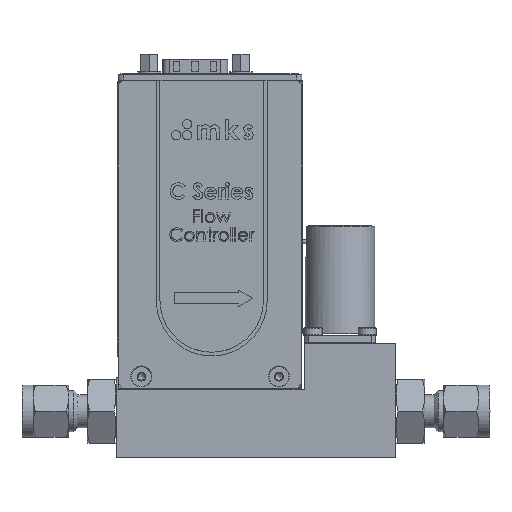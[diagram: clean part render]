
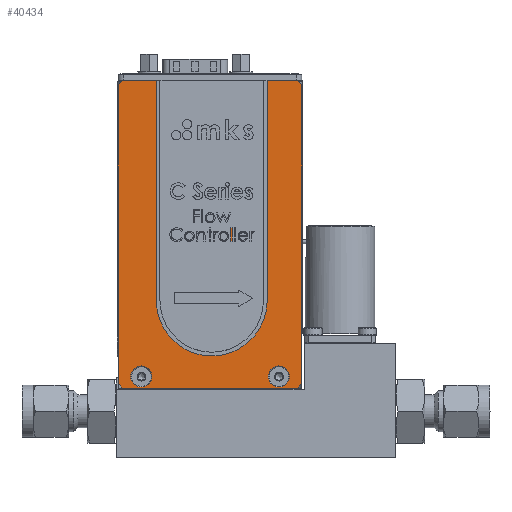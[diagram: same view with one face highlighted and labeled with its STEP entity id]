
A CAD part, top view. The second image highlights one B-rep face of the part: STEP entity #40434.
In plain terms, the highlighted planar face has unit normal (0, 0, 1).
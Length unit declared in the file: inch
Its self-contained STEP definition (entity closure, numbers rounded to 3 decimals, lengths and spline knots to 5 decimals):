
#939 = ORIENTED_EDGE ( 'NONE', *, *, #74652, .T. ) ;
#1443 = VECTOR ( 'NONE', #36481, 39.37008 ) ;
#2360 = ORIENTED_EDGE ( 'NONE', *, *, #66781, .T. ) ;
#2880 = CARTESIAN_POINT ( 'NONE',  ( -0.35653, -0.129, 0.498 ) ) ;
#3140 = LINE ( 'NONE', #6357, #20340 ) ;
#5685 = CARTESIAN_POINT ( 'NONE',  ( 0.95447, 3.001, 0.498 ) ) ;
#6357 = CARTESIAN_POINT ( 'NONE',  ( 1.56347, -0.179, 0.498 ) ) ;
#6598 = EDGE_LOOP ( 'NONE', ( #65204, #23640, #2360, #43996, #56825, #939, #23930, #91157 ) ) ;
#6627 = CARTESIAN_POINT ( 'NONE',  ( 1.48097, -0.053, 0.498 ) ) ;
#8621 = CARTESIAN_POINT ( 'NONE',  ( 1.56347, -0.179, 0.498 ) ) ;
#9100 = CARTESIAN_POINT ( 'NONE',  ( 1.61347, -0.179, 0.498 ) ) ;
#9888 = CARTESIAN_POINT ( 'NONE',  ( -0.30653, 3.126, 0.498 ) ) ;
#10281 = DIRECTION ( 'NONE',  ( 0., 0., 1. ) ) ;
#11911 = VECTOR ( 'NONE', #44737, 39.37008 ) ;
#13206 = CARTESIAN_POINT ( 'NONE',  ( -0.35653, -0.179, 0.498 ) ) ;
#13764 = DIRECTION ( 'NONE',  ( 0.707, 0.707, 0. ) ) ;
#13779 = VERTEX_POINT ( 'NONE', #87623 ) ;
#15333 = EDGE_LOOP ( 'NONE', ( #42075 ) ) ;
#16221 = VECTOR ( 'NONE', #88407, 39.37008 ) ;
#16483 = EDGE_LOOP ( 'NONE', ( #74765 ) ) ;
#16547 = VERTEX_POINT ( 'NONE', #36375 ) ;
#17333 = FACE_BOUND ( 'NONE', #18339, .T. ) ;
#17365 = EDGE_LOOP ( 'NONE', ( #71088 ) ) ;
#18328 = CARTESIAN_POINT ( 'NONE',  ( 1.61347, -0.129, 0.498 ) ) ;
#18339 = EDGE_LOOP ( 'NONE', ( #48406 ) ) ;
#18769 = VERTEX_POINT ( 'NONE', #67168 ) ;
#18906 = CARTESIAN_POINT ( 'NONE',  ( -0.35653, -0.179, 0.498 ) ) ;
#19556 = LINE ( 'NONE', #9888, #56151 ) ;
#20340 = VECTOR ( 'NONE', #13764, 39.37008 ) ;
#20562 = DIRECTION ( 'NONE',  ( -1., 0., 0. ) ) ;
#20564 = CIRCLE ( 'NONE', #64714, 0.086 ) ;
#23640 = ORIENTED_EDGE ( 'NONE', *, *, #57624, .T. ) ;
#23930 = ORIENTED_EDGE ( 'NONE', *, *, #56609, .T. ) ;
#24920 = DIRECTION ( 'NONE',  ( -0.707, -0.707, 0. ) ) ;
#26234 = DIRECTION ( 'NONE',  ( 0., -1., 0. ) ) ;
#27825 = CARTESIAN_POINT ( 'NONE',  ( 1.56347, 3.126, 0.498 ) ) ;
#28860 = EDGE_CURVE ( 'NONE', #75983, #32464, #3140, .T. ) ;
#29061 = CARTESIAN_POINT ( 'NONE',  ( 1.36847, -0.053, 0.498 ) ) ;
#30891 = DIRECTION ( 'NONE',  ( 0., 0., 1. ) ) ;
#31069 = LINE ( 'NONE', #38573, #33374 ) ;
#31957 = VECTOR ( 'NONE', #38494, 39.37008 ) ;
#32464 = VERTEX_POINT ( 'NONE', #18328 ) ;
#33374 = VECTOR ( 'NONE', #75011, 39.37008 ) ;
#35642 = LINE ( 'NONE', #87779, #16221 ) ;
#36375 = CARTESIAN_POINT ( 'NONE',  ( 0.00497, -0.053, 0.498 ) ) ;
#36403 = DIRECTION ( 'NONE',  ( 1., 0., 0. ) ) ;
#36481 = DIRECTION ( 'NONE',  ( -0.707, 0.707, 0. ) ) ;
#36739 = FACE_BOUND ( 'NONE', #16483, .T. ) ;
#38494 = DIRECTION ( 'NONE',  ( 0., 1., 0. ) ) ;
#38573 = CARTESIAN_POINT ( 'NONE',  ( -0.35653, -0.179, 0.498 ) ) ;
#38681 = CARTESIAN_POINT ( 'NONE',  ( 1.06847, 3.001, 0.498 ) ) ;
#39499 = VERTEX_POINT ( 'NONE', #27825 ) ;
#40434 = ADVANCED_FACE ( 'NONE', ( #75621, #36739, #17333, #92878, #77960 ), #71383, .F. ) ;
#40961 = VERTEX_POINT ( 'NONE', #2880 ) ;
#42075 = ORIENTED_EDGE ( 'NONE', *, *, #70048, .F. ) ;
#43996 = ORIENTED_EDGE ( 'NONE', *, *, #28860, .T. ) ;
#44032 = VERTEX_POINT ( 'NONE', #5685 ) ;
#44737 = DIRECTION ( 'NONE',  ( -1., 0., 0. ) ) ;
#45127 = VERTEX_POINT ( 'NONE', #6627 ) ;
#46033 = DIRECTION ( 'NONE',  ( 1., 0., 0. ) ) ;
#48406 = ORIENTED_EDGE ( 'NONE', *, *, #92538, .F. ) ;
#48494 = LINE ( 'NONE', #66534, #11911 ) ;
#51379 = LINE ( 'NONE', #9100, #31957 ) ;
#52492 = EDGE_CURVE ( 'NONE', #44032, #44032, #20564, .T. ) ;
#54103 = CARTESIAN_POINT ( 'NONE',  ( 0.86847, 3.001, 0.498 ) ) ;
#54772 = CARTESIAN_POINT ( 'NONE',  ( 1.61347, 3.076, 0.498 ) ) ;
#56151 = VECTOR ( 'NONE', #24920, 39.37008 ) ;
#56609 = EDGE_CURVE ( 'NONE', #39499, #13779, #48494, .T. ) ;
#56825 = ORIENTED_EDGE ( 'NONE', *, *, #69634, .T. ) ;
#57511 = CARTESIAN_POINT ( 'NONE',  ( 1.15447, 3.001, 0.498 ) ) ;
#57624 = EDGE_CURVE ( 'NONE', #40961, #18769, #35642, .T. ) ;
#58060 = EDGE_CURVE ( 'NONE', #13779, #69110, #19556, .T. ) ;
#61436 = DIRECTION ( 'NONE',  ( 1., 0., 0. ) ) ;
#63043 = CIRCLE ( 'NONE', #87947, 0.1125 ) ;
#64340 = DIRECTION ( 'NONE',  ( 0., 0., -1. ) ) ;
#64714 = AXIS2_PLACEMENT_3D ( 'NONE', #54103, #10281, #61436 ) ;
#65204 = ORIENTED_EDGE ( 'NONE', *, *, #87713, .T. ) ;
#65865 = VERTEX_POINT ( 'NONE', #54772 ) ;
#66534 = CARTESIAN_POINT ( 'NONE',  ( -0.35653, 3.126, 0.498 ) ) ;
#66781 = EDGE_CURVE ( 'NONE', #18769, #75983, #31069, .T. ) ;
#67168 = CARTESIAN_POINT ( 'NONE',  ( -0.30653, -0.179, 0.498 ) ) ;
#69110 = VERTEX_POINT ( 'NONE', #88229 ) ;
#69634 = EDGE_CURVE ( 'NONE', #32464, #65865, #51379, .T. ) ;
#70048 = EDGE_CURVE ( 'NONE', #88692, #88692, #85691, .T. ) ;
#71088 = ORIENTED_EDGE ( 'NONE', *, *, #79004, .F. ) ;
#71383 = PLANE ( 'NONE',  #72683 ) ;
#71518 = VECTOR ( 'NONE', #26234, 39.37008 ) ;
#71529 = AXIS2_PLACEMENT_3D ( 'NONE', #38681, #89887, #46033 ) ;
#72683 = AXIS2_PLACEMENT_3D ( 'NONE', #13206, #64340, #20562 ) ;
#74652 = EDGE_CURVE ( 'NONE', #65865, #39499, #77001, .T. ) ;
#74696 = CARTESIAN_POINT ( 'NONE',  ( -0.10753, -0.053, 0.498 ) ) ;
#74765 = ORIENTED_EDGE ( 'NONE', *, *, #52492, .F. ) ;
#74974 = CIRCLE ( 'NONE', #84907, 0.1125 ) ;
#75011 = DIRECTION ( 'NONE',  ( 1., 0., 0. ) ) ;
#75621 = FACE_BOUND ( 'NONE', #15333, .T. ) ;
#75983 = VERTEX_POINT ( 'NONE', #8621 ) ;
#77001 = LINE ( 'NONE', #87664, #1443 ) ;
#77960 = FACE_OUTER_BOUND ( 'NONE', #6598, .T. ) ;
#79004 = EDGE_CURVE ( 'NONE', #45127, #45127, #74974, .T. ) ;
#80185 = DIRECTION ( 'NONE',  ( 0., 0., 1. ) ) ;
#82075 = DIRECTION ( 'NONE',  ( 1., 0., 0. ) ) ;
#84907 = AXIS2_PLACEMENT_3D ( 'NONE', #29061, #80185, #36403 ) ;
#85691 = CIRCLE ( 'NONE', #71529, 0.086 ) ;
#87623 = CARTESIAN_POINT ( 'NONE',  ( -0.30653, 3.126, 0.498 ) ) ;
#87664 = CARTESIAN_POINT ( 'NONE',  ( 1.61347, 3.076, 0.498 ) ) ;
#87713 = EDGE_CURVE ( 'NONE', #69110, #40961, #91011, .T. ) ;
#87779 = CARTESIAN_POINT ( 'NONE',  ( -0.35653, -0.129, 0.498 ) ) ;
#87947 = AXIS2_PLACEMENT_3D ( 'NONE', #74696, #30891, #82075 ) ;
#88229 = CARTESIAN_POINT ( 'NONE',  ( -0.35653, 3.076, 0.498 ) ) ;
#88407 = DIRECTION ( 'NONE',  ( 0.707, -0.707, 0. ) ) ;
#88692 = VERTEX_POINT ( 'NONE', #57511 ) ;
#89887 = DIRECTION ( 'NONE',  ( 0., 0., 1. ) ) ;
#91011 = LINE ( 'NONE', #18906, #71518 ) ;
#91157 = ORIENTED_EDGE ( 'NONE', *, *, #58060, .T. ) ;
#92538 = EDGE_CURVE ( 'NONE', #16547, #16547, #63043, .T. ) ;
#92878 = FACE_BOUND ( 'NONE', #17365, .T. ) ;
